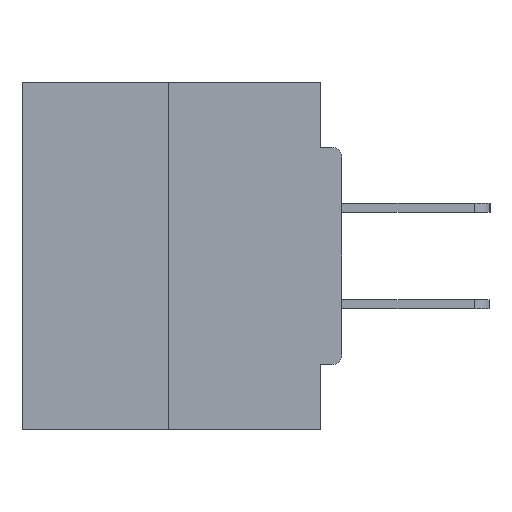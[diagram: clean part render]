
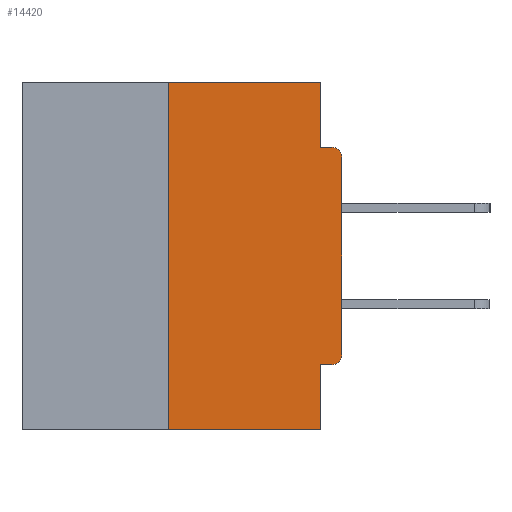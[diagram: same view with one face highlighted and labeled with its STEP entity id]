
A CAD part, left-side view. The second image highlights one B-rep face of the part: STEP entity #14420.
In plain terms, the highlighted planar face has unit normal (-1, 0, 0).
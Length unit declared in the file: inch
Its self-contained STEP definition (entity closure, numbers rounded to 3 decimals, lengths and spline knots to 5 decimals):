
#1425 = DIRECTION ( 'NONE',  ( -1., 0., 0. ) ) ;
#1660 = LINE ( 'NONE', #30788, #7829 ) ;
#2077 = ORIENTED_EDGE ( 'NONE', *, *, #4510, .F. ) ;
#2168 = DIRECTION ( 'NONE',  ( 0., 0., -1. ) ) ;
#2393 = VERTEX_POINT ( 'NONE', #30913 ) ;
#2561 = ORIENTED_EDGE ( 'NONE', *, *, #22407, .T. ) ;
#2766 = CARTESIAN_POINT ( 'NONE',  ( 0., 0.031, 0. ) ) ;
#3547 = VERTEX_POINT ( 'NONE', #8238 ) ;
#3708 = ORIENTED_EDGE ( 'NONE', *, *, #24356, .T. ) ;
#4095 = DIRECTION ( 'NONE',  ( 0., 0., -1. ) ) ;
#4422 = VECTOR ( 'NONE', #8177, 39.37008 ) ;
#4510 = EDGE_CURVE ( 'NONE', #26706, #27748, #31535, .T. ) ;
#4801 = VERTEX_POINT ( 'NONE', #27011 ) ;
#4956 = LINE ( 'NONE', #21680, #13772 ) ;
#6925 = VERTEX_POINT ( 'NONE', #9307 ) ;
#7317 = CARTESIAN_POINT ( 'NONE',  ( 0., 0.031, -0.5 ) ) ;
#7799 = VECTOR ( 'NONE', #23659, 39.37008 ) ;
#7829 = VECTOR ( 'NONE', #18383, 39.37008 ) ;
#8177 = DIRECTION ( 'NONE',  ( 0., 0., 1. ) ) ;
#8238 = CARTESIAN_POINT ( 'NONE',  ( 0., 0.25, -0.5 ) ) ;
#8550 = CARTESIAN_POINT ( 'NONE',  ( 0., 0.031, -0.0935 ) ) ;
#8587 = CARTESIAN_POINT ( 'NONE',  ( 0., 0.25, 0. ) ) ;
#8640 = CARTESIAN_POINT ( 'NONE',  ( 0., 0., -0.1085 ) ) ;
#8893 = VECTOR ( 'NONE', #27089, 39.37008 ) ;
#9009 = VECTOR ( 'NONE', #29826, 39.37008 ) ;
#9116 = EDGE_CURVE ( 'NONE', #19618, #6925, #16456, .T. ) ;
#9307 = CARTESIAN_POINT ( 'NONE',  ( 0., 0.015, -0.0935 ) ) ;
#9687 = PLANE ( 'NONE',  #19343 ) ;
#9691 = ORIENTED_EDGE ( 'NONE', *, *, #25689, .T. ) ;
#10075 = DIRECTION ( 'NONE',  ( 0., 0., -1. ) ) ;
#10647 = ORIENTED_EDGE ( 'NONE', *, *, #21412, .F. ) ;
#10752 = ORIENTED_EDGE ( 'NONE', *, *, #16450, .F. ) ;
#11492 = CARTESIAN_POINT ( 'NONE',  ( 0., 0.031, -0.5 ) ) ;
#11795 = FACE_OUTER_BOUND ( 'NONE', #21200, .T. ) ;
#12119 = DIRECTION ( 'NONE',  ( 1., 0., 0. ) ) ;
#12308 = CARTESIAN_POINT ( 'NONE',  ( 0., 0.46, -0.5 ) ) ;
#13306 = VECTOR ( 'NONE', #2168, 39.37008 ) ;
#13362 = ORIENTED_EDGE ( 'NONE', *, *, #27360, .F. ) ;
#13772 = VECTOR ( 'NONE', #24185, 39.37008 ) ;
#13876 = LINE ( 'NONE', #12308, #8893 ) ;
#14194 = VERTEX_POINT ( 'NONE', #20649 ) ;
#14420 = ADVANCED_FACE ( 'NONE', ( #11795 ), #9687, .F. ) ;
#15201 = ORIENTED_EDGE ( 'NONE', *, *, #16366, .F. ) ;
#16248 = LINE ( 'NONE', #23978, #7799 ) ;
#16261 = CARTESIAN_POINT ( 'NONE',  ( 0., 0.031, 0. ) ) ;
#16366 = EDGE_CURVE ( 'NONE', #22297, #26706, #1660, .T. ) ;
#16450 = EDGE_CURVE ( 'NONE', #27748, #6925, #16248, .T. ) ;
#16456 = CIRCLE ( 'NONE', #29366, 0.015 ) ;
#17854 = VERTEX_POINT ( 'NONE', #11492 ) ;
#18383 = DIRECTION ( 'NONE',  ( 0., -1., 0. ) ) ;
#18806 = CARTESIAN_POINT ( 'NONE',  ( 0., 0.015, -0.3915 ) ) ;
#19087 = LINE ( 'NONE', #7317, #13306 ) ;
#19343 = AXIS2_PLACEMENT_3D ( 'NONE', #26896, #12119, #24864 ) ;
#19408 = LINE ( 'NONE', #22701, #9009 ) ;
#19618 = VERTEX_POINT ( 'NONE', #8640 ) ;
#20421 = CARTESIAN_POINT ( 'NONE',  ( 0., 0., 0. ) ) ;
#20649 = CARTESIAN_POINT ( 'NONE',  ( 0., 0.031, -0.4065 ) ) ;
#21200 = EDGE_LOOP ( 'NONE', ( #15201, #13362, #3708, #10647, #23174, #9691, #2561, #25145, #10752, #2077 ) ) ;
#21412 = EDGE_CURVE ( 'NONE', #14194, #17854, #19087, .T. ) ;
#21680 = CARTESIAN_POINT ( 'NONE',  ( 0., 0.25, 0. ) ) ;
#22173 = EDGE_CURVE ( 'NONE', #2393, #14194, #19408, .T. ) ;
#22297 = VERTEX_POINT ( 'NONE', #8587 ) ;
#22407 = EDGE_CURVE ( 'NONE', #4801, #19618, #25224, .T. ) ;
#22701 = CARTESIAN_POINT ( 'NONE',  ( 0., 0., -0.4065 ) ) ;
#23114 = CARTESIAN_POINT ( 'NONE',  ( 0., 0.015, -0.1085 ) ) ;
#23174 = ORIENTED_EDGE ( 'NONE', *, *, #22173, .F. ) ;
#23659 = DIRECTION ( 'NONE',  ( 0., -1., 0. ) ) ;
#23978 = CARTESIAN_POINT ( 'NONE',  ( 0., 0., -0.0935 ) ) ;
#24185 = DIRECTION ( 'NONE',  ( 0., 0., 1. ) ) ;
#24356 = EDGE_CURVE ( 'NONE', #3547, #17854, #13876, .T. ) ;
#24864 = DIRECTION ( 'NONE',  ( 0., 0., -1. ) ) ;
#24977 = VECTOR ( 'NONE', #10075, 39.37008 ) ;
#25145 = ORIENTED_EDGE ( 'NONE', *, *, #9116, .T. ) ;
#25224 = LINE ( 'NONE', #20421, #4422 ) ;
#25284 = DIRECTION ( 'NONE',  ( 0., 0., -1. ) ) ;
#25689 = EDGE_CURVE ( 'NONE', #2393, #4801, #26571, .T. ) ;
#26571 = CIRCLE ( 'NONE', #26937, 0.015 ) ;
#26706 = VERTEX_POINT ( 'NONE', #16261 ) ;
#26896 = CARTESIAN_POINT ( 'NONE',  ( 0., 0.46, 0. ) ) ;
#26937 = AXIS2_PLACEMENT_3D ( 'NONE', #18806, #1425, #4095 ) ;
#27011 = CARTESIAN_POINT ( 'NONE',  ( 0., 0., -0.3915 ) ) ;
#27089 = DIRECTION ( 'NONE',  ( 0., -1., 0. ) ) ;
#27360 = EDGE_CURVE ( 'NONE', #3547, #22297, #4956, .T. ) ;
#27748 = VERTEX_POINT ( 'NONE', #8550 ) ;
#28060 = DIRECTION ( 'NONE',  ( -1., 0., 0. ) ) ;
#29366 = AXIS2_PLACEMENT_3D ( 'NONE', #23114, #28060, #25284 ) ;
#29826 = DIRECTION ( 'NONE',  ( 0., 1., 0. ) ) ;
#30788 = CARTESIAN_POINT ( 'NONE',  ( 0., 0.46, 0. ) ) ;
#30913 = CARTESIAN_POINT ( 'NONE',  ( 0., 0.015, -0.4065 ) ) ;
#31535 = LINE ( 'NONE', #2766, #24977 ) ;
